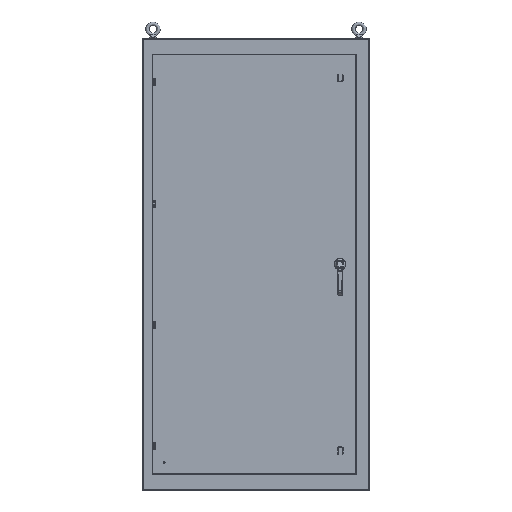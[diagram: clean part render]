
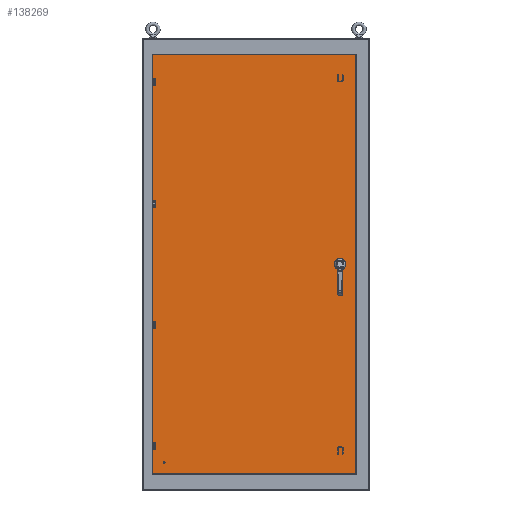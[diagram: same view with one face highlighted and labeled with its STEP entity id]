
A CAD part, top view. The second image highlights one B-rep face of the part: STEP entity #138269.
In plain terms, the highlighted planar face has unit normal (0, 0, 1).
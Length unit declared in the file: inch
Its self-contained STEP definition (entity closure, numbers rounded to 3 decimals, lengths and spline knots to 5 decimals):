
#88 = CARTESIAN_POINT ( 'NONE',  ( -18.2749, 0., 13.058 ) ) ;
#987 = FACE_BOUND ( 'NONE', #88230, .T. ) ;
#3447 = DIRECTION ( 'NONE',  ( 0., 1., 0. ) ) ;
#17657 = LINE ( 'NONE', #56436, #105973 ) ;
#18461 = CARTESIAN_POINT ( 'NONE',  ( 17.7125, 0., 13.058 ) ) ;
#19187 = CARTESIAN_POINT ( 'NONE',  ( 15.33691, 0., 13.058 ) ) ;
#22006 = VECTOR ( 'NONE', #3447, 39.37008 ) ;
#22332 = CIRCLE ( 'NONE', #137675, 0.43307 ) ;
#25597 = CARTESIAN_POINT ( 'NONE',  ( -0.2812, 37.15, 13.058 ) ) ;
#26803 = FACE_OUTER_BOUND ( 'NONE', #118786, .T. ) ;
#27302 = EDGE_CURVE ( 'NONE', #69804, #61789, #17657, .T. ) ;
#27648 = DIRECTION ( 'NONE',  ( -1., 0., 0. ) ) ;
#28056 = DIRECTION ( 'NONE',  ( -1., 0., 0. ) ) ;
#40618 = DIRECTION ( 'NONE',  ( 0., 0., 1. ) ) ;
#53505 = PLANE ( 'NONE',  #150379 ) ;
#56436 = CARTESIAN_POINT ( 'NONE',  ( -0.2812, -37.15, 13.058 ) ) ;
#61789 = VERTEX_POINT ( 'NONE', #84918 ) ;
#67755 = ORIENTED_EDGE ( 'NONE', *, *, #27302, .F. ) ;
#69804 = VERTEX_POINT ( 'NONE', #102648 ) ;
#79837 = LINE ( 'NONE', #25597, #103729 ) ;
#80590 = VERTEX_POINT ( 'NONE', #132446 ) ;
#81817 = LINE ( 'NONE', #88, #22006 ) ;
#82586 = EDGE_CURVE ( 'NONE', #152532, #152532, #22332, .T. ) ;
#84758 = DIRECTION ( 'NONE',  ( 0., -1., 0. ) ) ;
#84918 = CARTESIAN_POINT ( 'NONE',  ( -18.2749, -37.15, 13.058 ) ) ;
#88032 = CARTESIAN_POINT ( 'NONE',  ( -18.2749, 37.15, 13.058 ) ) ;
#88230 = EDGE_LOOP ( 'NONE', ( #132864 ) ) ;
#92543 = VECTOR ( 'NONE', #84758, 39.37008 ) ;
#93167 = DIRECTION ( 'NONE',  ( 1., 0., 0. ) ) ;
#98508 = LINE ( 'NONE', #18461, #92543 ) ;
#102648 = CARTESIAN_POINT ( 'NONE',  ( 17.7125, -37.15, 13.058 ) ) ;
#103729 = VECTOR ( 'NONE', #130602, 39.37008 ) ;
#105973 = VECTOR ( 'NONE', #28056, 39.37008 ) ;
#106013 = CARTESIAN_POINT ( 'NONE',  ( -0.2812, 0., 13.058 ) ) ;
#115546 = EDGE_CURVE ( 'NONE', #127454, #80590, #79837, .T. ) ;
#118786 = EDGE_LOOP ( 'NONE', ( #67755, #137158, #168352, #163943 ) ) ;
#121649 = EDGE_CURVE ( 'NONE', #61789, #127454, #81817, .T. ) ;
#127454 = VERTEX_POINT ( 'NONE', #88032 ) ;
#130602 = DIRECTION ( 'NONE',  ( 1., 0., 0. ) ) ;
#132446 = CARTESIAN_POINT ( 'NONE',  ( 17.7125, 37.15, 13.058 ) ) ;
#132864 = ORIENTED_EDGE ( 'NONE', *, *, #82586, .F. ) ;
#137158 = ORIENTED_EDGE ( 'NONE', *, *, #158378, .F. ) ;
#137675 = AXIS2_PLACEMENT_3D ( 'NONE', #158513, #40618, #93167 ) ;
#138269 = ADVANCED_FACE ( 'NONE', ( #26803, #987 ), #53505, .F. ) ;
#150379 = AXIS2_PLACEMENT_3D ( 'NONE', #106013, #158450, #27648 ) ;
#152532 = VERTEX_POINT ( 'NONE', #19187 ) ;
#158378 = EDGE_CURVE ( 'NONE', #80590, #69804, #98508, .T. ) ;
#158450 = DIRECTION ( 'NONE',  ( 0., 0., -1. ) ) ;
#158513 = CARTESIAN_POINT ( 'NONE',  ( 14.90384, 0., 13.058 ) ) ;
#163943 = ORIENTED_EDGE ( 'NONE', *, *, #121649, .F. ) ;
#168352 = ORIENTED_EDGE ( 'NONE', *, *, #115546, .F. ) ;
